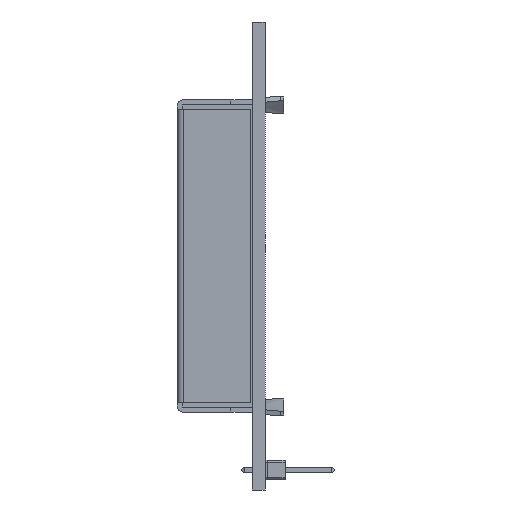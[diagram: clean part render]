
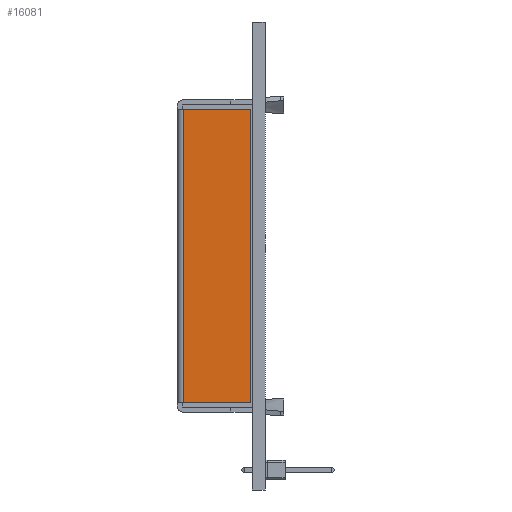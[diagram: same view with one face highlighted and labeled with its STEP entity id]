
A CAD part, left-side view. The second image highlights one B-rep face of the part: STEP entity #16081.
In plain terms, the highlighted planar face has unit normal (-1, 0, 0).
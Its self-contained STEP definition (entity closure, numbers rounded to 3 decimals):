
#1141=FACE_OUTER_BOUND('',#2072,.T.);
#2072=EDGE_LOOP('',(#12114,#12115,#12116,#12117));
#3604=LINE('',#24295,#5458);
#3607=LINE('',#24303,#5461);
#3609=LINE('',#24306,#5463);
#3610=LINE('',#24307,#5464);
#5458=VECTOR('',#19671,1000.);
#5461=VECTOR('',#19676,1000.);
#5463=VECTOR('',#19680,1000.);
#5464=VECTOR('',#19681,1000.);
#7123=VERTEX_POINT('',#24289);
#7125=VERTEX_POINT('',#24293);
#7128=VERTEX_POINT('',#24300);
#7129=VERTEX_POINT('',#24302);
#8926=EDGE_CURVE('',#7125,#7123,#3604,.T.);
#8929=EDGE_CURVE('',#7128,#7129,#3607,.T.);
#8931=EDGE_CURVE('',#7123,#7128,#3609,.T.);
#8932=EDGE_CURVE('',#7125,#7129,#3610,.T.);
#12114=ORIENTED_EDGE('',*,*,#8931,.F.);
#12115=ORIENTED_EDGE('',*,*,#8926,.F.);
#12116=ORIENTED_EDGE('',*,*,#8932,.T.);
#12117=ORIENTED_EDGE('',*,*,#8929,.F.);
#14679=PLANE('',#17095);
#16081=ADVANCED_FACE('',(#1141),#14679,.T.);
#17095=AXIS2_PLACEMENT_3D('',#24305,#19678,#19679);
#19671=DIRECTION('',(0.,0.,1.));
#19676=DIRECTION('',(0.,0.,-1.));
#19678=DIRECTION('center_axis',(-1.,0.,0.));
#19679=DIRECTION('ref_axis',(0.,0.,1.));
#19680=DIRECTION('',(0.,-1.,0.));
#19681=DIRECTION('',(0.,-1.,0.));
#24289=CARTESIAN_POINT('',(-48.654,10.478,18.733));
#24293=CARTESIAN_POINT('',(-48.654,10.478,-18.733));
#24295=CARTESIAN_POINT('',(-48.654,10.478,-18.733));
#24300=CARTESIAN_POINT('',(-48.654,1.842,18.733));
#24302=CARTESIAN_POINT('',(-48.654,1.842,-18.733));
#24303=CARTESIAN_POINT('',(-48.654,1.842,18.733));
#24305=CARTESIAN_POINT('Origin',(-48.654,10.605,-18.733));
#24306=CARTESIAN_POINT('',(-48.654,10.478,18.733));
#24307=CARTESIAN_POINT('',(-48.654,10.478,-18.733));
